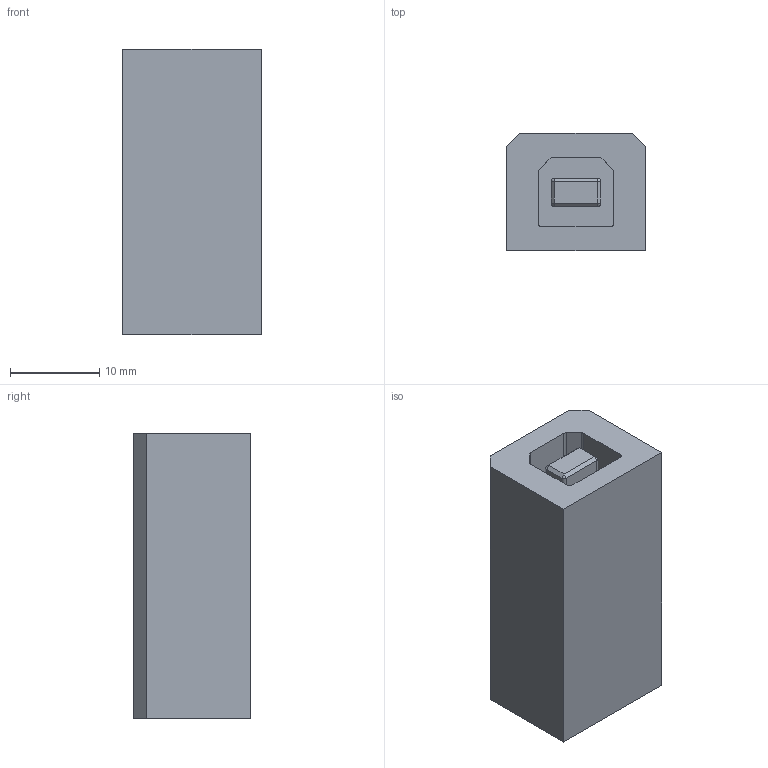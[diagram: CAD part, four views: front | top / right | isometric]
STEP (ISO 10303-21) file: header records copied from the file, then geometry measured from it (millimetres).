
FILE_DESCRIPTION(('CATIA V5 STEP Exchange','CAx-IF Rec.Pracs.--- Model Styling and Organization---1.4--- 2014-01-23'),'2;1');
FILE_NAME ('007051-2_1', '2019-11-11T09:03:57+00:00', ('none'), ('Weidmueller'), 'CATIA Version 5-6 Release 2016 SP3 HF44', 'CATIA V5 STEP AP214', 'none');
FILE_SCHEMA(('AUTOMOTIVE_DESIGN { 1 0 10303 214 1 1 1 1 }'));
Length unit declared in the file: millimetre
Products named in the file (1): 1131380000
Bounding box: 15.6 x 13.19 x 32 mm (x, y, z)
Volume: 5431.3 mm3; surface area: 3369.6 mm2
Topology: 1 solids, 1 shells, 56 faces, 138 edges, 84 vertices
Faces by surface type: plane 38, cylinder 10, cone 4, extrusion 4
Entity records: 1693 total; most frequent: CARTESIAN_POINT 405, ORIENTED_EDGE 268, DIRECTION 228, EDGE_CURVE 134, VECTOR 110, LINE 106, VERTEX_POINT 84, AXIS2_PLACEMENT_3D 67
